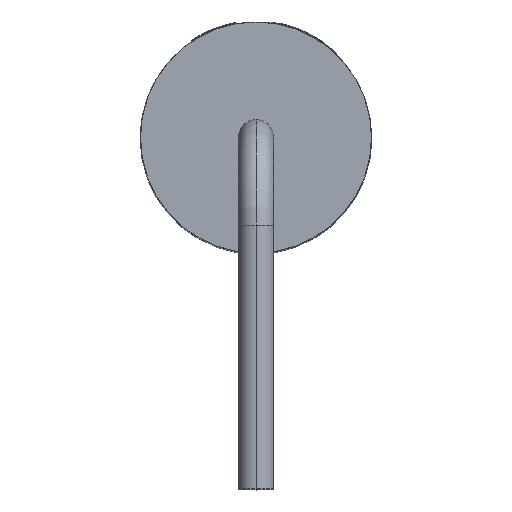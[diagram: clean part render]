
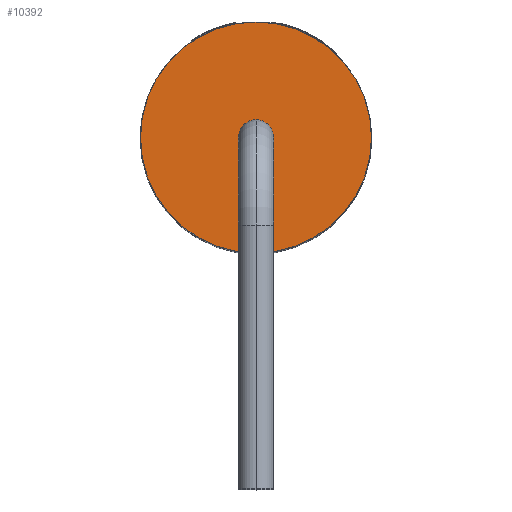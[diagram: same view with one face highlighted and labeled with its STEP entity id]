
A CAD part, top view. The second image highlights one B-rep face of the part: STEP entity #10392.
In plain terms, the highlighted planar face has unit normal (0, 0, 1).
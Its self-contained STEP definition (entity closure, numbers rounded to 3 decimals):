
#920 = CARTESIAN_POINT ( 'NONE',  ( 1.315, 0., 3.025 ) ) ;
#9800 = CIRCLE ( 'NONE', #31536, 1.315 ) ;
#10083 = AXIS2_PLACEMENT_3D ( 'NONE', #16318, #18636, #11159 ) ;
#10392 = ADVANCED_FACE ( 'NONE', ( #15448 ), #24217, .T. ) ;
#11159 = DIRECTION ( 'NONE',  ( 1., 0., 0. ) ) ;
#11367 = EDGE_LOOP ( 'NONE', ( #14459, #12771 ) ) ;
#12771 = ORIENTED_EDGE ( 'NONE', *, *, #29439, .T. ) ;
#14107 = DIRECTION ( 'NONE',  ( 1., 0., 0. ) ) ;
#14181 = CARTESIAN_POINT ( 'NONE',  ( -1.315, 0., 3.025 ) ) ;
#14325 = DIRECTION ( 'NONE',  ( 1., 0., 0. ) ) ;
#14459 = ORIENTED_EDGE ( 'NONE', *, *, #15301, .T. ) ;
#15301 = EDGE_CURVE ( 'NONE', #22830, #24114, #24391, .T. ) ;
#15448 = FACE_OUTER_BOUND ( 'NONE', #11367, .T. ) ;
#16318 = CARTESIAN_POINT ( 'NONE',  ( 0., 0., 3.025 ) ) ;
#18636 = DIRECTION ( 'NONE',  ( 0., 0., 1. ) ) ;
#21755 = CARTESIAN_POINT ( 'NONE',  ( 0., 0., 3.025 ) ) ;
#22830 = VERTEX_POINT ( 'NONE', #14181 ) ;
#24114 = VERTEX_POINT ( 'NONE', #920 ) ;
#24217 = PLANE ( 'NONE',  #25793 ) ;
#24391 = CIRCLE ( 'NONE', #10083, 1.315 ) ;
#24614 = DIRECTION ( 'NONE',  ( 0., 0., 1. ) ) ;
#25793 = AXIS2_PLACEMENT_3D ( 'NONE', #21755, #28863, #14107 ) ;
#28863 = DIRECTION ( 'NONE',  ( 0., 0., 1. ) ) ;
#29439 = EDGE_CURVE ( 'NONE', #24114, #22830, #9800, .T. ) ;
#31536 = AXIS2_PLACEMENT_3D ( 'NONE', #31915, #24614, #14325 ) ;
#31915 = CARTESIAN_POINT ( 'NONE',  ( 0., 0., 3.025 ) ) ;
